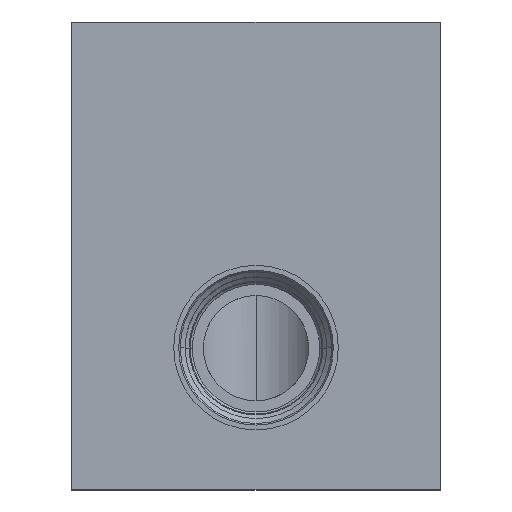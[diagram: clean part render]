
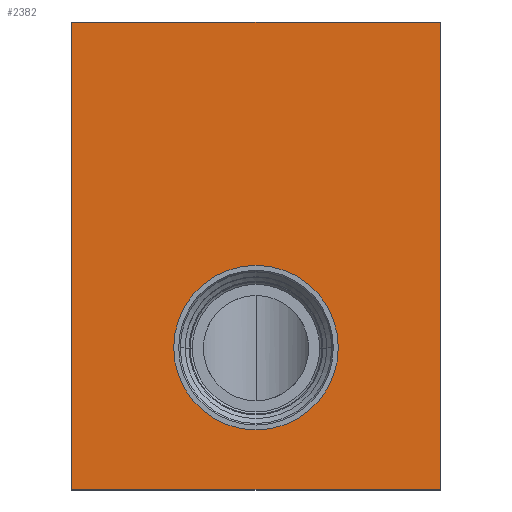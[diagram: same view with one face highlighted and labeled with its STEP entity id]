
A CAD part, top view. The second image highlights one B-rep face of the part: STEP entity #2382.
In plain terms, the highlighted planar face has unit normal (0, 0, 1).
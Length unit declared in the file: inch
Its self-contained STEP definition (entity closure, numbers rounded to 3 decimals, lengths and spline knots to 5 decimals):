
#173=DIRECTION('',(0.,-1.,0.));
#174=VECTOR('',#173,4.438);
#175=CARTESIAN_POINT('',(0.,0.,4.875));
#176=LINE('',#175,#174);
#177=DIRECTION('',(-1.,0.,0.));
#178=VECTOR('',#177,3.5);
#179=CARTESIAN_POINT('',(3.5,0.,4.875));
#180=LINE('',#179,#178);
#181=DIRECTION('',(0.,1.,0.));
#182=VECTOR('',#181,4.438);
#183=CARTESIAN_POINT('',(3.5,-4.438,4.875));
#184=LINE('',#183,#182);
#185=DIRECTION('',(1.,0.,0.));
#186=VECTOR('',#185,3.5);
#187=CARTESIAN_POINT('',(0.,-4.438,4.875));
#188=LINE('',#187,#186);
#189=CARTESIAN_POINT('',(1.75,-3.094,4.875));
#190=DIRECTION('',(0.,0.,-1.));
#191=DIRECTION('',(-1.,0.,0.));
#192=AXIS2_PLACEMENT_3D('',#189,#190,#191);
#194=CARTESIAN_POINT('',(1.75,-3.094,4.875));
#195=DIRECTION('',(0.,0.,-1.));
#196=DIRECTION('',(1.,0.,0.));
#197=AXIS2_PLACEMENT_3D('',#194,#195,#196);
#1877=CARTESIAN_POINT('',(0.,0.,4.875));
#1878=CARTESIAN_POINT('',(0.,-4.438,4.875));
#1879=VERTEX_POINT('',#1877);
#1880=VERTEX_POINT('',#1878);
#1881=CARTESIAN_POINT('',(3.5,-4.438,4.875));
#1882=VERTEX_POINT('',#1881);
#1883=CARTESIAN_POINT('',(3.5,0.,4.875));
#1884=VERTEX_POINT('',#1883);
#1925=CARTESIAN_POINT('',(0.968,-3.094,4.875));
#1926=CARTESIAN_POINT('',(2.532,-3.094,4.875));
#1927=VERTEX_POINT('',#1925);
#1928=VERTEX_POINT('',#1926);
#2365=CARTESIAN_POINT('',(0.,0.,4.875));
#2366=DIRECTION('',(0.,0.,1.));
#2367=DIRECTION('',(1.,0.,0.));
#2368=AXIS2_PLACEMENT_3D('',#2365,#2366,#2367);
#2369=PLANE('',#2368);
#2370=ORIENTED_EDGE('',*,*,#2239,.F.);
#2371=ORIENTED_EDGE('',*,*,#2266,.F.);
#2372=ORIENTED_EDGE('',*,*,#2310,.F.);
#2373=ORIENTED_EDGE('',*,*,#2329,.F.);
#2374=EDGE_LOOP('',(#2370,#2371,#2372,#2373));
#2375=FACE_OUTER_BOUND('',#2374,.F.);
#2377=ORIENTED_EDGE('',*,*,#2376,.F.);
#2379=ORIENTED_EDGE('',*,*,#2378,.F.);
#2380=EDGE_LOOP('',(#2377,#2379));
#2381=FACE_BOUND('',#2380,.F.);
#2382=ADVANCED_FACE('',(#2375,#2381),#2369,.T.);
#193=CIRCLE('',#192,0.782);
#198=CIRCLE('',#197,0.782);
#2239=EDGE_CURVE('',#1879,#1880,#176,.T.);
#2266=EDGE_CURVE('',#1884,#1879,#180,.T.);
#2310=EDGE_CURVE('',#1882,#1884,#184,.T.);
#2329=EDGE_CURVE('',#1880,#1882,#188,.T.);
#2376=EDGE_CURVE('',#1927,#1928,#193,.T.);
#2378=EDGE_CURVE('',#1928,#1927,#198,.T.);
